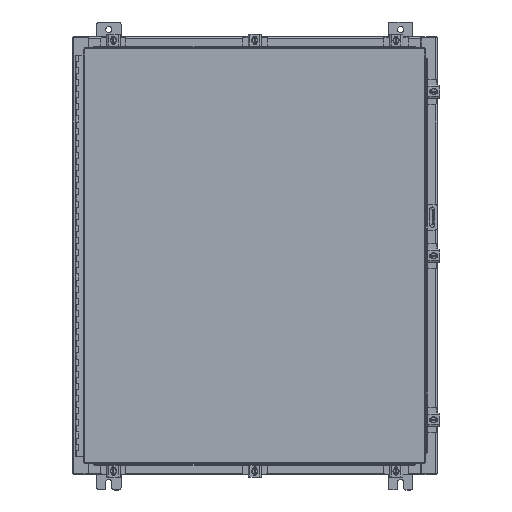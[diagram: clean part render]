
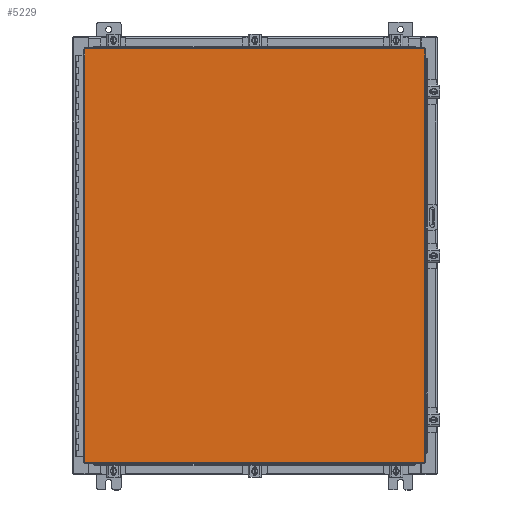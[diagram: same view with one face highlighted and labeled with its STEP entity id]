
A CAD part, top view. The second image highlights one B-rep face of the part: STEP entity #5229.
In plain terms, the highlighted planar face has unit normal (0, 0, 1).
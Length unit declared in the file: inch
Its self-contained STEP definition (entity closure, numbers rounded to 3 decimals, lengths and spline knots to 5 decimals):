
#496 = VERTEX_POINT ( 'NONE', #11451 ) ;
#3518 = VERTEX_POINT ( 'NONE', #21380 ) ;
#3768 = VECTOR ( 'NONE', #37175, 39.37008 ) ;
#5229 = ADVANCED_FACE ( 'NONE', ( #29644 ), #27157, .F. ) ;
#7262 = VERTEX_POINT ( 'NONE', #30375 ) ;
#8131 = LINE ( 'NONE', #8960, #41894 ) ;
#8864 = DIRECTION ( 'NONE',  ( 0., -1., 0. ) ) ;
#8960 = CARTESIAN_POINT ( 'NONE',  ( -13.9903, -17.0063, 0. ) ) ;
#9982 = VECTOR ( 'NONE', #8864, 39.37008 ) ;
#10216 = CARTESIAN_POINT ( 'NONE',  ( 13.9903, 17.0063, 0. ) ) ;
#10259 = VECTOR ( 'NONE', #17169, 39.37008 ) ;
#10336 = DIRECTION ( 'NONE',  ( -1., 0., 0. ) ) ;
#11451 = CARTESIAN_POINT ( 'NONE',  ( -13.9903, 17.0063, 0. ) ) ;
#11920 = EDGE_LOOP ( 'NONE', ( #30661, #36473, #13158, #34353 ) ) ;
#12376 = DIRECTION ( 'NONE',  ( 1., 0., 0. ) ) ;
#13158 = ORIENTED_EDGE ( 'NONE', *, *, #26141, .T. ) ;
#13755 = CARTESIAN_POINT ( 'NONE',  ( 13.9903, -17.0063, 0. ) ) ;
#17169 = DIRECTION ( 'NONE',  ( 0., 1., 0. ) ) ;
#18162 = CARTESIAN_POINT ( 'NONE',  ( 13.9903, 17.0063, 0. ) ) ;
#20382 = CARTESIAN_POINT ( 'NONE',  ( 0., 0., 0. ) ) ;
#21380 = CARTESIAN_POINT ( 'NONE',  ( 13.9903, -17.0063, 0. ) ) ;
#22797 = LINE ( 'NONE', #10216, #3768 ) ;
#26141 = EDGE_CURVE ( 'NONE', #37381, #496, #22797, .T. ) ;
#27157 = PLANE ( 'NONE',  #29674 ) ;
#28287 = EDGE_CURVE ( 'NONE', #3518, #37381, #38195, .T. ) ;
#29644 = FACE_OUTER_BOUND ( 'NONE', #11920, .T. ) ;
#29674 = AXIS2_PLACEMENT_3D ( 'NONE', #20382, #30474, #10336 ) ;
#30375 = CARTESIAN_POINT ( 'NONE',  ( -13.9903, -17.0063, 0. ) ) ;
#30474 = DIRECTION ( 'NONE',  ( 0., 0., -1. ) ) ;
#30661 = ORIENTED_EDGE ( 'NONE', *, *, #38132, .T. ) ;
#34353 = ORIENTED_EDGE ( 'NONE', *, *, #42109, .T. ) ;
#36473 = ORIENTED_EDGE ( 'NONE', *, *, #28287, .T. ) ;
#37175 = DIRECTION ( 'NONE',  ( -1., 0., 0. ) ) ;
#37381 = VERTEX_POINT ( 'NONE', #18162 ) ;
#38132 = EDGE_CURVE ( 'NONE', #7262, #3518, #8131, .T. ) ;
#38195 = LINE ( 'NONE', #13755, #10259 ) ;
#39226 = CARTESIAN_POINT ( 'NONE',  ( -13.9903, 17.0063, 0. ) ) ;
#41894 = VECTOR ( 'NONE', #12376, 39.37008 ) ;
#42109 = EDGE_CURVE ( 'NONE', #496, #7262, #43760, .T. ) ;
#43760 = LINE ( 'NONE', #39226, #9982 ) ;
